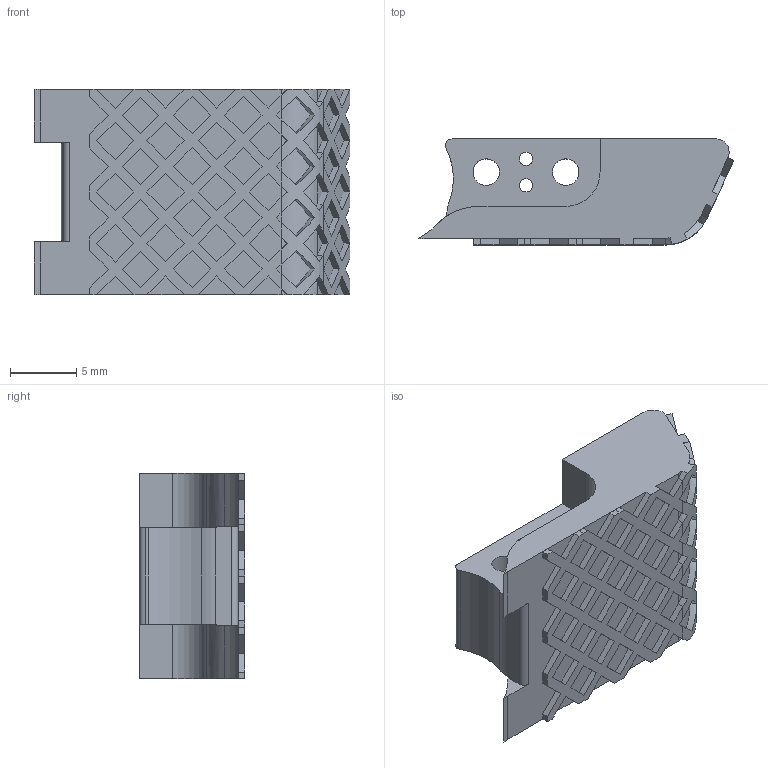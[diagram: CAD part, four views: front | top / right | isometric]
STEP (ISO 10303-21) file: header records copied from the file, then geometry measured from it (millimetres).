
FILE_DESCRIPTION (( 'STEP AP203' ), '1' );
FILE_NAME ('DT02B_DISTAL_PHALANX_BODY_PLASTIC.STEP', '2023-06-17T07:20:08', ( '' ), ( '' ), 'SwSTEP 2.0', 'SolidWorks 2021', '' );
FILE_SCHEMA (( 'CONFIG_CONTROL_DESIGN' ));
Length unit declared in the file: millimetre
Products named in the file (1): DT02B_DISTAL_PHALANX_BODY_PLASTIC
Bounding box: 23.85 x 8 x 15.5 mm (x, y, z)
Volume: 1876 mm3; surface area: 1486.6 mm2
Topology: 1 solids, 1 shells, 347 faces, 893 edges, 576 vertices
Faces by surface type: bspline 195, plane 115, cylinder 37
Entity records: 13489 total; most frequent: CARTESIAN_POINT 6547, ORIENTED_EDGE 1786, EDGE_CURVE 893, DIRECTION 729, VERTEX_POINT 576, B_SPLINE_CURVE_WITH_KNOTS 522, EDGE_LOOP 383, FACE_OUTER_BOUND 347
